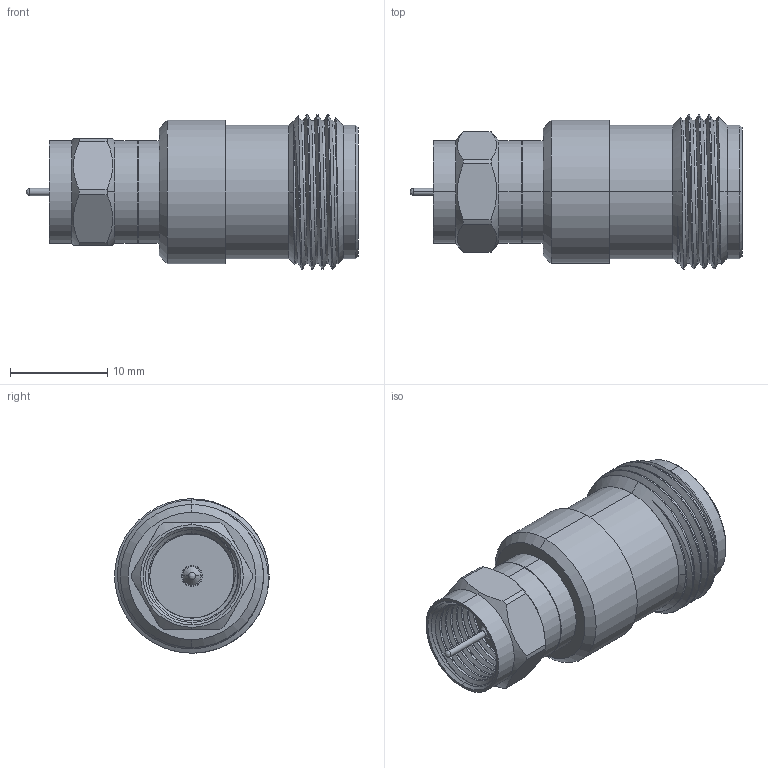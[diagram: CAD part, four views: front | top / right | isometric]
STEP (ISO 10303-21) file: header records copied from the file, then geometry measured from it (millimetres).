
FILE_DESCRIPTION (( 'STEP AP214' ), '1' );
FILE_NAME ('SM4620_3D.step', '2023-10-05T17:59:03', ( '' ), ( '' ), 'SwSTEP 2.0', 'SolidWorks 2022', '' );
FILE_SCHEMA (( 'AUTOMOTIVE_DESIGN' ));
Length unit declared in the file: inch
Products named in the file (1): SM4620_3D
Bounding box: 34.15 x 15.86 x 15.88 mm (x, y, z)
Volume: 3435.1 mm3; surface area: 2509.5 mm2
Topology: 2 solids, 2 shells, 144 faces, 384 edges, 253 vertices
Faces by surface type: cylinder 70, plane 33, cone 31, bspline 10
Entity records: 8698 total; most frequent: CARTESIAN_POINT 5340, ORIENTED_EDGE 760, DIRECTION 627, EDGE_CURVE 380, AXIS2_PLACEMENT_3D 257, VERTEX_POINT 253, EDGE_LOOP 157, ADVANCED_FACE 144
